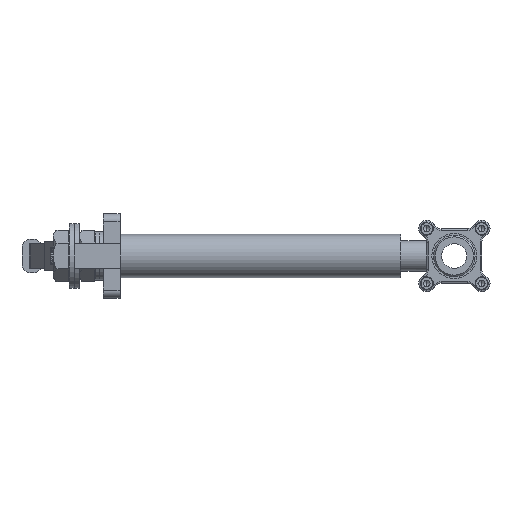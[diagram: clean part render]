
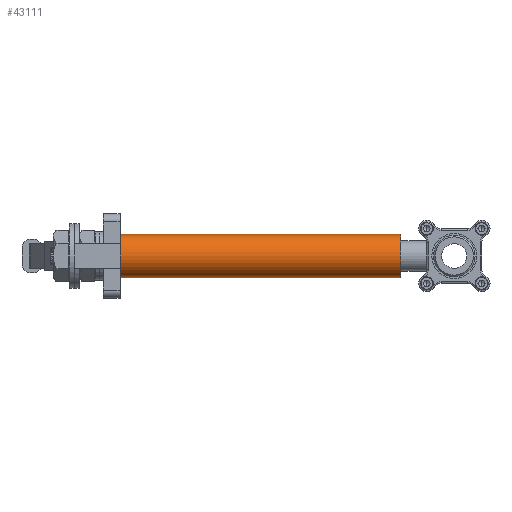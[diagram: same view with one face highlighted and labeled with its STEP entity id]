
A CAD part, left-side view. The second image highlights one B-rep face of the part: STEP entity #43111.
In plain terms, the highlighted cylindrical face has radius 13.1 mm (diameter 26.2 mm), a partial arc.
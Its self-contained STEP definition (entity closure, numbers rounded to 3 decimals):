
#974 = LINE ( 'NONE', #55570, #52133 ) ;
#1220 = FACE_OUTER_BOUND ( 'NONE', #66894, .T. ) ;
#1248 = ORIENTED_EDGE ( 'NONE', *, *, #81250, .T. ) ;
#2201 = DIRECTION ( 'NONE',  ( 0., 0., -1. ) ) ;
#3355 = VERTEX_POINT ( 'NONE', #92233 ) ;
#5890 = EDGE_CURVE ( 'NONE', #3355, #88004, #974, .T. ) ;
#7343 = LINE ( 'NONE', #24993, #97429 ) ;
#8293 = CYLINDRICAL_SURFACE ( 'NONE', #19979, 13.1 ) ;
#9529 = DIRECTION ( 'NONE',  ( 0., -1., 0. ) ) ;
#10446 = EDGE_CURVE ( 'NONE', #88004, #73954, #42507, .T. ) ;
#12762 = ORIENTED_EDGE ( 'NONE', *, *, #5890, .F. ) ;
#19979 = AXIS2_PLACEMENT_3D ( 'NONE', #54827, #93753, #2201 ) ;
#24993 = CARTESIAN_POINT ( 'NONE',  ( 0., 0., -13.1 ) ) ;
#32099 = DIRECTION ( 'NONE',  ( 0., -1., 0. ) ) ;
#32165 = DIRECTION ( 'NONE',  ( 0., 0., -1. ) ) ;
#32841 = VERTEX_POINT ( 'NONE', #63372 ) ;
#42507 = CIRCLE ( 'NONE', #84542, 13.1 ) ;
#43111 = ADVANCED_FACE ( 'NONE', ( #1220 ), #8293, .T. ) ;
#43220 = CARTESIAN_POINT ( 'NONE',  ( 0., 32.17, 13.1 ) ) ;
#47822 = CARTESIAN_POINT ( 'NONE',  ( 0., 32.17, 0. ) ) ;
#52133 = VECTOR ( 'NONE', #9529, 1000. ) ;
#54827 = CARTESIAN_POINT ( 'NONE',  ( 0., 0., 0. ) ) ;
#55403 = CARTESIAN_POINT ( 'NONE',  ( 0., 201., 0. ) ) ;
#55570 = CARTESIAN_POINT ( 'NONE',  ( 0., 0., 13.1 ) ) ;
#56467 = ORIENTED_EDGE ( 'NONE', *, *, #10446, .F. ) ;
#57730 = AXIS2_PLACEMENT_3D ( 'NONE', #55403, #87231, #65474 ) ;
#63372 = CARTESIAN_POINT ( 'NONE',  ( 0., 201., -13.1 ) ) ;
#64057 = CARTESIAN_POINT ( 'NONE',  ( 0., 32.17, -13.1 ) ) ;
#65474 = DIRECTION ( 'NONE',  ( 0., 0., -1. ) ) ;
#66894 = EDGE_LOOP ( 'NONE', ( #12762, #82444, #1248, #56467 ) ) ;
#69089 = DIRECTION ( 'NONE',  ( 0., -1., 0. ) ) ;
#71259 = EDGE_CURVE ( 'NONE', #3355, #32841, #75506, .T. ) ;
#73954 = VERTEX_POINT ( 'NONE', #64057 ) ;
#75506 = CIRCLE ( 'NONE', #57730, 13.1 ) ;
#81250 = EDGE_CURVE ( 'NONE', #32841, #73954, #7343, .T. ) ;
#82444 = ORIENTED_EDGE ( 'NONE', *, *, #71259, .T. ) ;
#84542 = AXIS2_PLACEMENT_3D ( 'NONE', #47822, #69089, #32165 ) ;
#87231 = DIRECTION ( 'NONE',  ( 0., -1., 0. ) ) ;
#88004 = VERTEX_POINT ( 'NONE', #43220 ) ;
#92233 = CARTESIAN_POINT ( 'NONE',  ( 0., 201., 13.1 ) ) ;
#93753 = DIRECTION ( 'NONE',  ( 0., -1., 0. ) ) ;
#97429 = VECTOR ( 'NONE', #32099, 1000. ) ;
